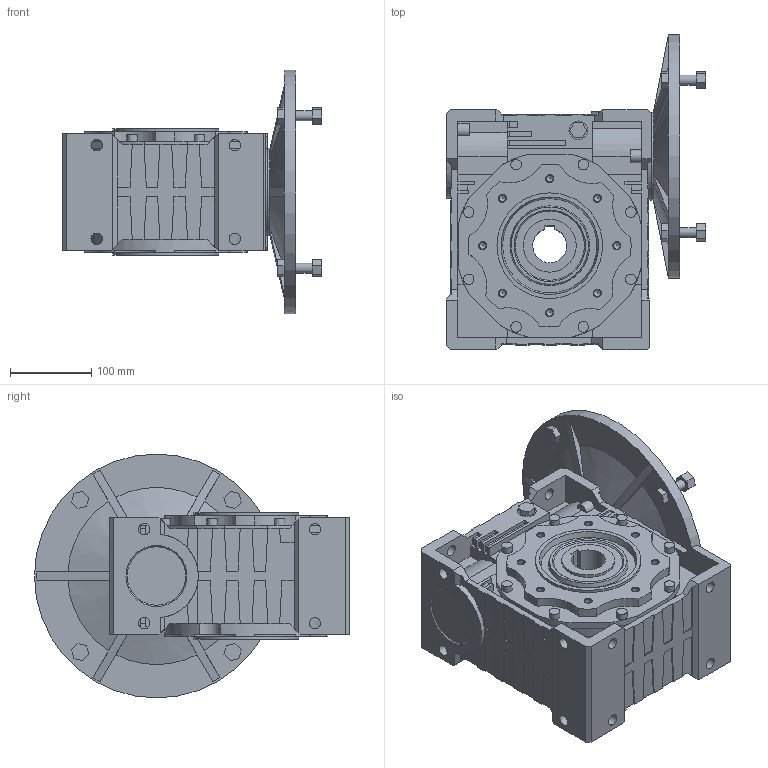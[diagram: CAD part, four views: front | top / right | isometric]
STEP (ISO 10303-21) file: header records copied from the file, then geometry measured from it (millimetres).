
FILE_DESCRIPTION( ( 'STEP AP214' ), '1' );
FILE_NAME( 'NMRV110101514211100300NO---(--------).stp', '2021-05-27T11:17:29', ( 'License CC BY-ND 4.0' ), ( 'CADENAS' ), ' ', 'PARTsolutions', ' ' );
FILE_SCHEMA( ( 'AUTOMOTIVE_DESIGN { 1 0 10303 214 1 1 1 1 }' ) );
Length unit declared in the file: millimetre
Products named in the file (5): NMRV110101514211100300NO---(--------); _Gear unit 110; _110-42 (155)alc-n; _VB 110-38 (38); _110-132 B5
Assembly tree (4 placements, depth 2):
  NMRV110101514211100300NO---(--------)
    _Gear unit 110
    _110-42 (155)alc-n
    _VB 110-38 (38)
    _110-132 B5
Bounding box: 319.5 x 387.5 x 300 mm (x, y, z)
Volume: 9416372.3 mm3; surface area: 740739.4 mm2
Topology: 4 solids, 4 shells, 787 faces, 2152 edges, 1421 vertices
Faces by surface type: plane 588, cylinder 138, cone 59, bspline 2
Full cylindrical faces by diameter (mm): 8.376 x16, 12 x4, 13 x14, 14 x12, 22 x1, 23 x2, 25 x1, 49 x1, 50 x1, 56 x1, 65 x2, 68 x1, 69 x1, 80 x1, 108 x1, 130 x2, 225 x1, 230 x1, 300 x1
Entity records: 30608 total; most frequent: CARTESIAN_POINT 4500, ORIENTED_EDGE 4026, DIRECTION 3988, EDGE_CURVE 2013, LINE 1490, VECTOR 1490, VERTEX_POINT 1403, AXIS2_PLACEMENT_3D 1249
